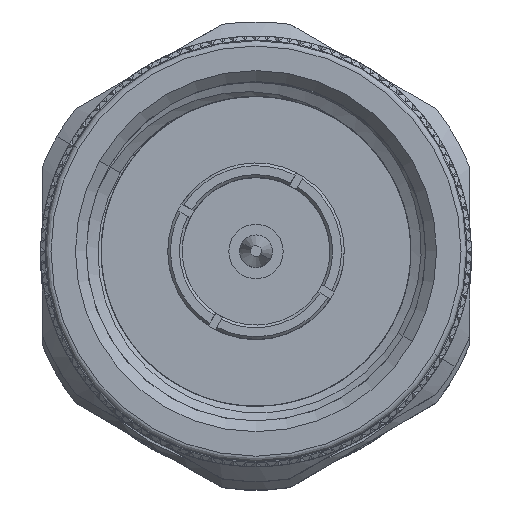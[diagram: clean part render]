
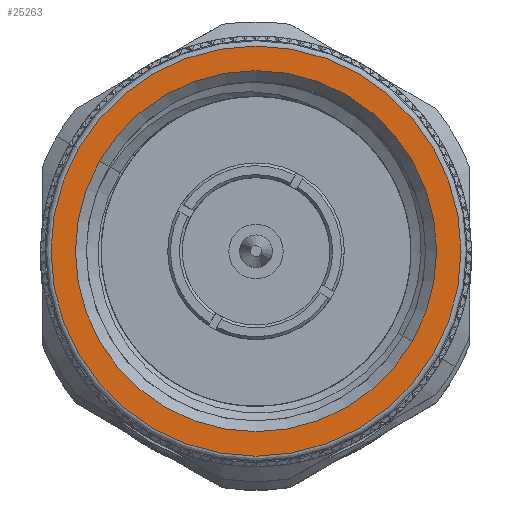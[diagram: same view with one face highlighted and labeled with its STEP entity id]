
A CAD part, top view. The second image highlights one B-rep face of the part: STEP entity #25263.
In plain terms, the highlighted face is planar.
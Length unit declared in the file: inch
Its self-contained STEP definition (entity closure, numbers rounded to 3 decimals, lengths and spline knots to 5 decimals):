
#1412 = ORIENTED_EDGE ( 'NONE', *, *, #59452, .T. ) ;
#2371 = DIRECTION ( 'NONE',  ( 1., 0., 0. ) ) ;
#5110 = EDGE_LOOP ( 'NONE', ( #20356, #67910 ) ) ;
#5170 = FACE_OUTER_BOUND ( 'NONE', #28590, .T. ) ;
#7687 = CARTESIAN_POINT ( 'NONE',  ( 0., 0.1888, -0.32701 ) ) ;
#15031 = CARTESIAN_POINT ( 'NONE',  ( 0., 0., 0. ) ) ;
#15036 = AXIS2_PLACEMENT_3D ( 'NONE', #37464, #75136, #25826 ) ;
#19632 = DIRECTION ( 'NONE',  ( 0., 0.5, -0.866 ) ) ;
#19772 = CARTESIAN_POINT ( 'NONE',  ( 0., -0.1888, 0.32701 ) ) ;
#19900 = CARTESIAN_POINT ( 'NONE',  ( 0., 0.16625, -0.28795 ) ) ;
#20356 = ORIENTED_EDGE ( 'NONE', *, *, #25414, .T. ) ;
#21628 = AXIS2_PLACEMENT_3D ( 'NONE', #37990, #62968, #19632 ) ;
#22414 = CIRCLE ( 'NONE', #15036, 0.3776 ) ;
#25263 = ADVANCED_FACE ( 'NONE', ( #79673, #5170 ), #74862, .F. ) ;
#25414 = EDGE_CURVE ( 'NONE', #46946, #31259, #58409, .T. ) ;
#25826 = DIRECTION ( 'NONE',  ( 0., 0.5, -0.866 ) ) ;
#26028 = CARTESIAN_POINT ( 'NONE',  ( 0., 0., 0. ) ) ;
#26274 = EDGE_CURVE ( 'NONE', #35962, #29469, #22414, .T. ) ;
#26901 = DIRECTION ( 'NONE',  ( 0., 0.5, -0.866 ) ) ;
#28590 = EDGE_LOOP ( 'NONE', ( #41077, #1412 ) ) ;
#29469 = VERTEX_POINT ( 'NONE', #19772 ) ;
#31259 = VERTEX_POINT ( 'NONE', #19900 ) ;
#32802 = CARTESIAN_POINT ( 'NONE',  ( 0., 0., 0. ) ) ;
#35962 = VERTEX_POINT ( 'NONE', #7687 ) ;
#37464 = CARTESIAN_POINT ( 'NONE',  ( 0., 0., 0. ) ) ;
#37990 = CARTESIAN_POINT ( 'NONE',  ( 0., 0., 0. ) ) ;
#40392 = CIRCLE ( 'NONE', #58199, 0.3776 ) ;
#41077 = ORIENTED_EDGE ( 'NONE', *, *, #26274, .T. ) ;
#43799 = EDGE_CURVE ( 'NONE', #31259, #46946, #77927, .T. ) ;
#45325 = DIRECTION ( 'NONE',  ( 0., 0.5, -0.866 ) ) ;
#46946 = VERTEX_POINT ( 'NONE', #48098 ) ;
#48098 = CARTESIAN_POINT ( 'NONE',  ( 0., -0.16625, 0.28795 ) ) ;
#50977 = DIRECTION ( 'NONE',  ( 1., 0., 0. ) ) ;
#58199 = AXIS2_PLACEMENT_3D ( 'NONE', #32802, #64053, #26901 ) ;
#58409 = CIRCLE ( 'NONE', #68895, 0.3325 ) ;
#59452 = EDGE_CURVE ( 'NONE', #29469, #35962, #40392, .T. ) ;
#62968 = DIRECTION ( 'NONE',  ( 1., 0., 0. ) ) ;
#64053 = DIRECTION ( 'NONE',  ( -1., 0., 0. ) ) ;
#67910 = ORIENTED_EDGE ( 'NONE', *, *, #43799, .T. ) ;
#68895 = AXIS2_PLACEMENT_3D ( 'NONE', #15031, #2371, #45325 ) ;
#74323 = AXIS2_PLACEMENT_3D ( 'NONE', #26028, #50977, #75062 ) ;
#74862 = PLANE ( 'NONE',  #21628 ) ;
#75062 = DIRECTION ( 'NONE',  ( 0., 0.5, -0.866 ) ) ;
#75136 = DIRECTION ( 'NONE',  ( -1., 0., 0. ) ) ;
#77927 = CIRCLE ( 'NONE', #74323, 0.3325 ) ;
#79673 = FACE_BOUND ( 'NONE', #5110, .T. ) ;
